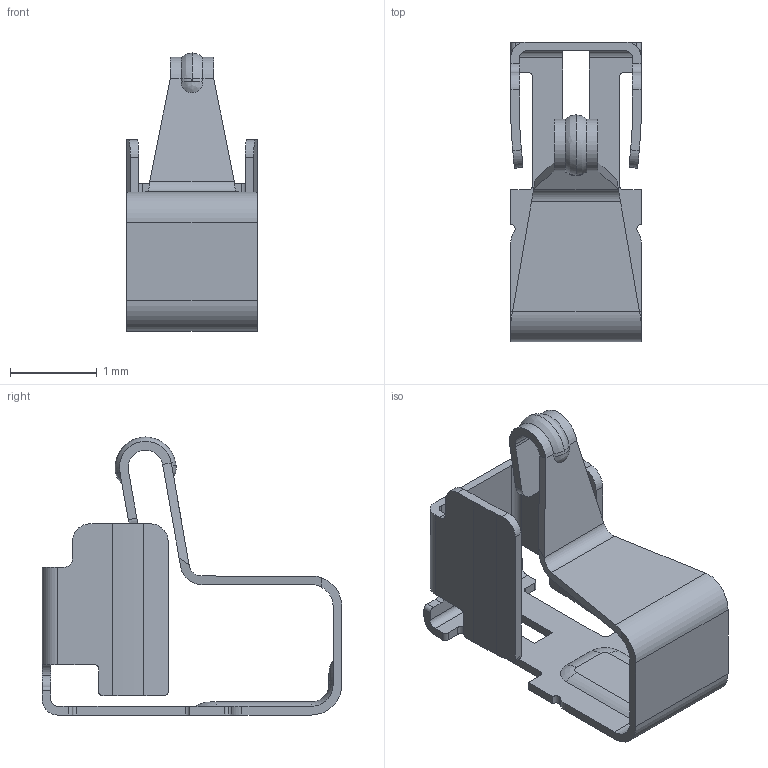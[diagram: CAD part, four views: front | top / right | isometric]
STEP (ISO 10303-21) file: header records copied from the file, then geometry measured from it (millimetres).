
FILE_DESCRIPTION(('STEP AP242'),'1');
FILE_NAME('EMI Shielding Spring Contact 3-2199250-3.stp','2023-07-23T17:28:43',(' '),(' '),'Spatial InterOp 3D',' ',' ');
FILE_SCHEMA(('AP242_MANAGED_MODEL_BASED_3D_ENGINEERING_MIM_LF {1 0 10303 442 1 1 4}'));
Length unit declared in the file: metre
Products named in the file (2): EMI Shielding Spring Contact 3-2199250-3; c-3-2199250-3-a1-3d
Assembly tree (1 placements, depth 2):
  EMI Shielding Spring Contact 3-2199250-3
    c-3-2199250-3-a1-3d
Bounding box: 1.5 x 3.45 x 3.2 mm (x, y, z)
Volume: 1.7 mm3; surface area: 36.7 mm2
Topology: 1 solids, 1 shells, 140 faces, 391 edges, 251 vertices
Faces by surface type: cylinder 68, plane 62, bspline 6, torus 4
Entity records: 5807 total; most frequent: CARTESIAN_POINT 922, DIRECTION 817, ORIENTED_EDGE 782, EDGE_CURVE 391, AXIS2_PLACEMENT_3D 290, VERTEX_POINT 251, LINE 237, VECTOR 237
